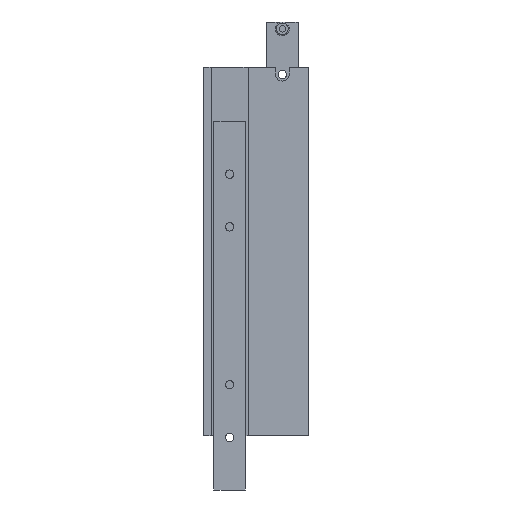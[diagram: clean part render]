
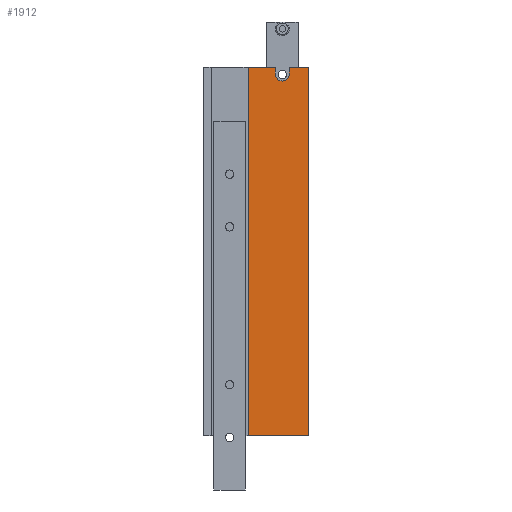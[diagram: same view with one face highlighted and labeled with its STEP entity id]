
A CAD part, left-side view. The second image highlights one B-rep face of the part: STEP entity #1912.
In plain terms, the highlighted planar face has unit normal (-1, 0, 0).
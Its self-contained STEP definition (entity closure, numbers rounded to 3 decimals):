
#55 = EDGE_CURVE ( 'NONE', #485, #991, #989, .T. ) ;
#69 = VECTOR ( 'NONE', #455, 1000. ) ;
#71 = DIRECTION ( 'NONE',  ( 0., 0., -1. ) ) ;
#95 = LINE ( 'NONE', #1232, #879 ) ;
#101 = DIRECTION ( 'NONE',  ( 0., 0., -1. ) ) ;
#114 = LINE ( 'NONE', #1082, #370 ) ;
#120 = CARTESIAN_POINT ( 'NONE',  ( 0., 0., 175. ) ) ;
#151 = VECTOR ( 'NONE', #760, 1000. ) ;
#191 = DIRECTION ( 'NONE',  ( 1., 0., 0. ) ) ;
#212 = VERTEX_POINT ( 'NONE', #377 ) ;
#246 = CARTESIAN_POINT ( 'NONE',  ( 0., 0., 175. ) ) ;
#259 = CARTESIAN_POINT ( 'NONE',  ( 0., 31.5, 175. ) ) ;
#303 = DIRECTION ( 'NONE',  ( 0., 0., -1. ) ) ;
#370 = VECTOR ( 'NONE', #101, 1000. ) ;
#376 = VERTEX_POINT ( 'NONE', #1891 ) ;
#377 = CARTESIAN_POINT ( 'NONE',  ( 0., 18.5, 175. ) ) ;
#455 = DIRECTION ( 'NONE',  ( 0., 0., 1. ) ) ;
#477 = DIRECTION ( 'NONE',  ( 0., 0., -1. ) ) ;
#485 = VERTEX_POINT ( 'NONE', #246 ) ;
#490 = PLANE ( 'NONE',  #1656 ) ;
#521 = CARTESIAN_POINT ( 'NONE',  ( 0., 25., 168.5 ) ) ;
#531 = DIRECTION ( 'NONE',  ( 1., 0., 0. ) ) ;
#541 = DIRECTION ( 'NONE',  ( 0., -1., 0. ) ) ;
#566 = CARTESIAN_POINT ( 'NONE',  ( 0., 57.5, 175. ) ) ;
#601 = ORIENTED_EDGE ( 'NONE', *, *, #1210, .F. ) ;
#616 = CARTESIAN_POINT ( 'NONE',  ( 0., 57.5, 175. ) ) ;
#622 = ORIENTED_EDGE ( 'NONE', *, *, #936, .T. ) ;
#639 = EDGE_CURVE ( 'NONE', #1732, #1356, #95, .T. ) ;
#685 = VERTEX_POINT ( 'NONE', #985 ) ;
#730 = CARTESIAN_POINT ( 'NONE',  ( 0., 57.5, -175. ) ) ;
#754 = CARTESIAN_POINT ( 'NONE',  ( 0., 0., -175. ) ) ;
#760 = DIRECTION ( 'NONE',  ( 0., -1., 0. ) ) ;
#774 = EDGE_LOOP ( 'NONE', ( #601, #622, #1906, #1763, #1663, #1025, #866, #1884, #1840 ) ) ;
#789 = LINE ( 'NONE', #616, #1358 ) ;
#833 = DIRECTION ( 'NONE',  ( 1., 0., 0. ) ) ;
#857 = DIRECTION ( 'NONE',  ( 0., -1., 0. ) ) ;
#866 = ORIENTED_EDGE ( 'NONE', *, *, #1317, .T. ) ;
#879 = VECTOR ( 'NONE', #541, 1000. ) ;
#885 = CIRCLE ( 'NONE', #1052, 6.5 ) ;
#930 = VERTEX_POINT ( 'NONE', #730 ) ;
#936 = EDGE_CURVE ( 'NONE', #212, #685, #114, .T. ) ;
#966 = EDGE_CURVE ( 'NONE', #1745, #1356, #1900, .T. ) ;
#985 = CARTESIAN_POINT ( 'NONE',  ( 0., 18.5, 168.5 ) ) ;
#989 = LINE ( 'NONE', #1785, #1528 ) ;
#991 = VERTEX_POINT ( 'NONE', #754 ) ;
#1025 = ORIENTED_EDGE ( 'NONE', *, *, #639, .F. ) ;
#1052 = AXIS2_PLACEMENT_3D ( 'NONE', #521, #191, #1808 ) ;
#1082 = CARTESIAN_POINT ( 'NONE',  ( 0., 18.5, 175. ) ) ;
#1092 = LINE ( 'NONE', #120, #151 ) ;
#1136 = EDGE_CURVE ( 'NONE', #685, #376, #1706, .T. ) ;
#1153 = LINE ( 'NONE', #1813, #1247 ) ;
#1210 = EDGE_CURVE ( 'NONE', #212, #485, #1092, .T. ) ;
#1232 = CARTESIAN_POINT ( 'NONE',  ( 0., 0., 175. ) ) ;
#1247 = VECTOR ( 'NONE', #857, 1000. ) ;
#1317 = EDGE_CURVE ( 'NONE', #1732, #930, #789, .T. ) ;
#1320 = FACE_OUTER_BOUND ( 'NONE', #774, .T. ) ;
#1356 = VERTEX_POINT ( 'NONE', #259 ) ;
#1358 = VECTOR ( 'NONE', #303, 1000. ) ;
#1457 = EDGE_CURVE ( 'NONE', #376, #1745, #885, .T. ) ;
#1528 = VECTOR ( 'NONE', #477, 1000. ) ;
#1530 = CARTESIAN_POINT ( 'NONE',  ( 0., 25., 168.5 ) ) ;
#1593 = CARTESIAN_POINT ( 'NONE',  ( 0., 31.5, 168.5 ) ) ;
#1612 = AXIS2_PLACEMENT_3D ( 'NONE', #1530, #531, #71 ) ;
#1656 = AXIS2_PLACEMENT_3D ( 'NONE', #1975, #833, #1810 ) ;
#1663 = ORIENTED_EDGE ( 'NONE', *, *, #966, .T. ) ;
#1679 = EDGE_CURVE ( 'NONE', #930, #991, #1153, .T. ) ;
#1706 = CIRCLE ( 'NONE', #1612, 6.5 ) ;
#1732 = VERTEX_POINT ( 'NONE', #566 ) ;
#1745 = VERTEX_POINT ( 'NONE', #1851 ) ;
#1763 = ORIENTED_EDGE ( 'NONE', *, *, #1457, .T. ) ;
#1785 = CARTESIAN_POINT ( 'NONE',  ( 0., 0., 175. ) ) ;
#1808 = DIRECTION ( 'NONE',  ( 0., 0., -1. ) ) ;
#1810 = DIRECTION ( 'NONE',  ( 0., 0., -1. ) ) ;
#1813 = CARTESIAN_POINT ( 'NONE',  ( 0., 0., -175. ) ) ;
#1840 = ORIENTED_EDGE ( 'NONE', *, *, #55, .F. ) ;
#1851 = CARTESIAN_POINT ( 'NONE',  ( 0., 31.5, 168.5 ) ) ;
#1884 = ORIENTED_EDGE ( 'NONE', *, *, #1679, .T. ) ;
#1891 = CARTESIAN_POINT ( 'NONE',  ( 0., 25., 162. ) ) ;
#1900 = LINE ( 'NONE', #1593, #69 ) ;
#1906 = ORIENTED_EDGE ( 'NONE', *, *, #1136, .T. ) ;
#1912 = ADVANCED_FACE ( 'NONE', ( #1320 ), #490, .F. ) ;
#1975 = CARTESIAN_POINT ( 'NONE',  ( 0., 0., 175. ) ) ;
